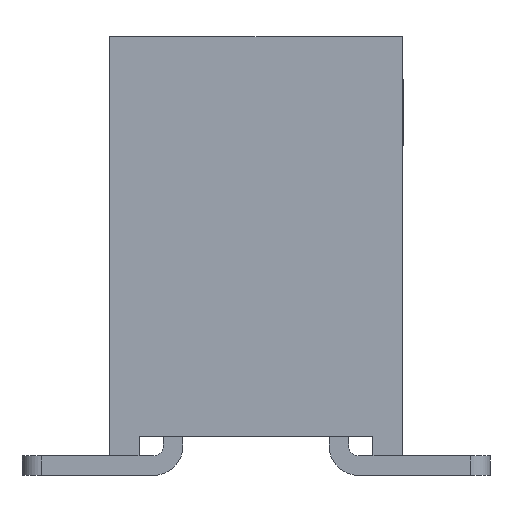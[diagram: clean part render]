
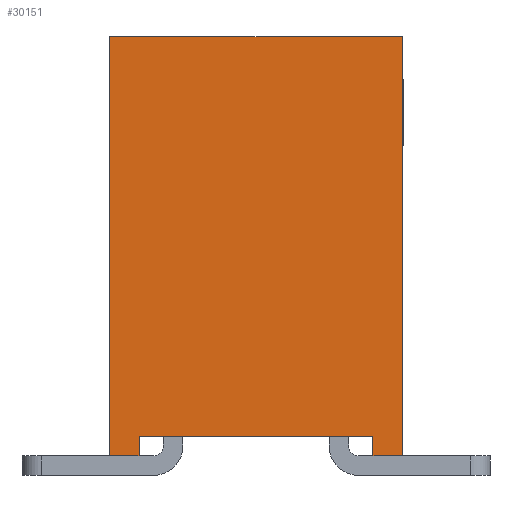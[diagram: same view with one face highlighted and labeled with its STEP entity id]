
A CAD part, front view. The second image highlights one B-rep face of the part: STEP entity #30151.
In plain terms, the highlighted planar face has unit normal (0, -1, 0).
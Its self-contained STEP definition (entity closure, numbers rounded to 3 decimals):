
#938 = EDGE_CURVE ( 'NONE', #30072, #14476, #32706, .T. ) ;
#2272 = DIRECTION ( 'NONE',  ( -1., 0., 0. ) ) ;
#2474 = VERTEX_POINT ( 'NONE', #24586 ) ;
#3188 = CARTESIAN_POINT ( 'NONE',  ( 5.993, -9.09, 1.8 ) ) ;
#3193 = ORIENTED_EDGE ( 'NONE', *, *, #28575, .F. ) ;
#3375 = CARTESIAN_POINT ( 'NONE',  ( 8.993, -9.09, 1.8 ) ) ;
#3922 = DIRECTION ( 'NONE',  ( 1., 0., 0. ) ) ;
#4468 = CARTESIAN_POINT ( 'NONE',  ( 8.993, -9.09, 6.1 ) ) ;
#5530 = ORIENTED_EDGE ( 'NONE', *, *, #5808, .T. ) ;
#5808 = EDGE_CURVE ( 'NONE', #7299, #39897, #17830, .T. ) ;
#6470 = AXIS2_PLACEMENT_3D ( 'NONE', #21421, #15166, #2272 ) ;
#6863 = VECTOR ( 'NONE', #20914, 1000. ) ;
#6989 = EDGE_CURVE ( 'NONE', #10045, #2474, #34484, .T. ) ;
#7299 = VERTEX_POINT ( 'NONE', #27314 ) ;
#8090 = CARTESIAN_POINT ( 'NONE',  ( 8.693, -9.09, 2. ) ) ;
#8611 = CARTESIAN_POINT ( 'NONE',  ( 6.293, -9.09, 2. ) ) ;
#8790 = CARTESIAN_POINT ( 'NONE',  ( 5.993, -9.09, 6.1 ) ) ;
#9584 = CARTESIAN_POINT ( 'NONE',  ( 6.293, -9.09, 2. ) ) ;
#9648 = ORIENTED_EDGE ( 'NONE', *, *, #32562, .F. ) ;
#10045 = VERTEX_POINT ( 'NONE', #8790 ) ;
#10926 = VECTOR ( 'NONE', #17635, 1000. ) ;
#11493 = DIRECTION ( 'NONE',  ( 0., 0., -1. ) ) ;
#13623 = LINE ( 'NONE', #26721, #25540 ) ;
#14453 = ORIENTED_EDGE ( 'NONE', *, *, #938, .T. ) ;
#14476 = VERTEX_POINT ( 'NONE', #39505 ) ;
#15166 = DIRECTION ( 'NONE',  ( 0., 1., 0. ) ) ;
#15425 = DIRECTION ( 'NONE',  ( 0., 0., -1. ) ) ;
#16024 = VECTOR ( 'NONE', #15425, 1000. ) ;
#16297 = PLANE ( 'NONE',  #6470 ) ;
#17635 = DIRECTION ( 'NONE',  ( 0., 0., -1. ) ) ;
#17830 = LINE ( 'NONE', #8090, #18025 ) ;
#18025 = VECTOR ( 'NONE', #24694, 1000. ) ;
#18140 = CARTESIAN_POINT ( 'NONE',  ( 5.993, -9.09, 6.1 ) ) ;
#18183 = LINE ( 'NONE', #28257, #33357 ) ;
#20914 = DIRECTION ( 'NONE',  ( -1., 0., 0. ) ) ;
#21185 = ORIENTED_EDGE ( 'NONE', *, *, #40482, .T. ) ;
#21421 = CARTESIAN_POINT ( 'NONE',  ( 5.993, -9.09, 6.1 ) ) ;
#22123 = VERTEX_POINT ( 'NONE', #8611 ) ;
#22331 = CARTESIAN_POINT ( 'NONE',  ( 5.993, -9.09, 1.8 ) ) ;
#22362 = DIRECTION ( 'NONE',  ( 1., 0., 0. ) ) ;
#24272 = LINE ( 'NONE', #4468, #10926 ) ;
#24586 = CARTESIAN_POINT ( 'NONE',  ( 8.993, -9.09, 6.1 ) ) ;
#24694 = DIRECTION ( 'NONE',  ( 0., 0., -1. ) ) ;
#25540 = VECTOR ( 'NONE', #3922, 1000. ) ;
#25756 = LINE ( 'NONE', #9584, #16024 ) ;
#26721 = CARTESIAN_POINT ( 'NONE',  ( 5.993, -9.09, 1.8 ) ) ;
#27314 = CARTESIAN_POINT ( 'NONE',  ( 8.693, -9.09, 2. ) ) ;
#27703 = VECTOR ( 'NONE', #31238, 1000. ) ;
#28257 = CARTESIAN_POINT ( 'NONE',  ( 5.993, -9.09, 6.1 ) ) ;
#28575 = EDGE_CURVE ( 'NONE', #22123, #14476, #25756, .T. ) ;
#29799 = EDGE_LOOP ( 'NONE', ( #14453, #3193, #41940, #5530, #34147, #9648, #32492, #21185 ) ) ;
#30072 = VERTEX_POINT ( 'NONE', #22331 ) ;
#30151 = ADVANCED_FACE ( 'NONE', ( #32676 ), #16297, .F. ) ;
#31238 = DIRECTION ( 'NONE',  ( 1., 0., 0. ) ) ;
#31392 = LINE ( 'NONE', #31837, #6863 ) ;
#31837 = CARTESIAN_POINT ( 'NONE',  ( 8.693, -9.09, 2. ) ) ;
#32492 = ORIENTED_EDGE ( 'NONE', *, *, #6989, .F. ) ;
#32562 = EDGE_CURVE ( 'NONE', #2474, #40289, #24272, .T. ) ;
#32676 = FACE_OUTER_BOUND ( 'NONE', #29799, .T. ) ;
#32706 = LINE ( 'NONE', #3188, #35024 ) ;
#33357 = VECTOR ( 'NONE', #11493, 1000. ) ;
#33397 = EDGE_CURVE ( 'NONE', #7299, #22123, #31392, .T. ) ;
#33814 = CARTESIAN_POINT ( 'NONE',  ( 8.693, -9.09, 1.8 ) ) ;
#34147 = ORIENTED_EDGE ( 'NONE', *, *, #34162, .T. ) ;
#34162 = EDGE_CURVE ( 'NONE', #39897, #40289, #13623, .T. ) ;
#34484 = LINE ( 'NONE', #18140, #27703 ) ;
#35024 = VECTOR ( 'NONE', #22362, 1000. ) ;
#39505 = CARTESIAN_POINT ( 'NONE',  ( 6.293, -9.09, 1.8 ) ) ;
#39897 = VERTEX_POINT ( 'NONE', #33814 ) ;
#40289 = VERTEX_POINT ( 'NONE', #3375 ) ;
#40482 = EDGE_CURVE ( 'NONE', #10045, #30072, #18183, .T. ) ;
#41940 = ORIENTED_EDGE ( 'NONE', *, *, #33397, .F. ) ;
